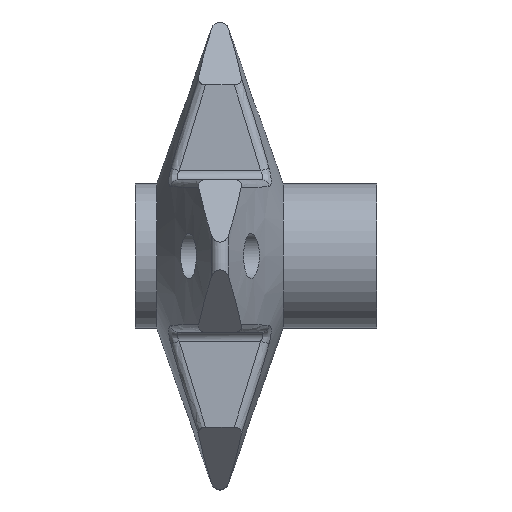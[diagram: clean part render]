
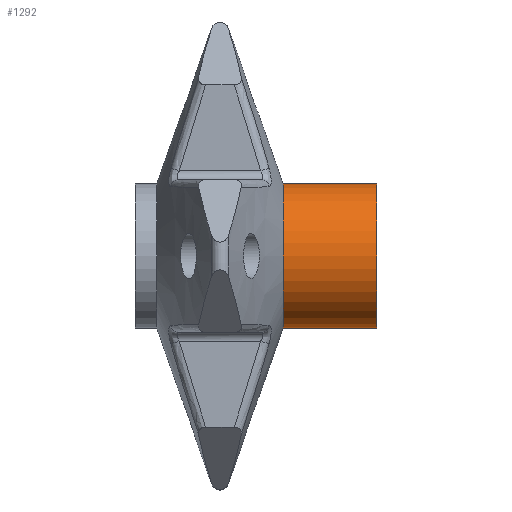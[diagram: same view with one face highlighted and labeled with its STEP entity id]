
A CAD part, left-side view. The second image highlights one B-rep face of the part: STEP entity #1292.
In plain terms, the highlighted cylindrical face has radius 4 mm (diameter 8 mm), a partial arc.
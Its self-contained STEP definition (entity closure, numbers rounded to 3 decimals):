
#88 = CIRCLE ( 'NONE', #1354, 4. ) ;
#205 = DIRECTION ( 'NONE',  ( 0., -1., 0. ) ) ;
#223 = CARTESIAN_POINT ( 'NONE',  ( 0., -37.8, 0. ) ) ;
#314 = FACE_OUTER_BOUND ( 'NONE', #1311, .T. ) ;
#336 = VERTEX_POINT ( 'NONE', #3184 ) ;
#483 = DIRECTION ( 'NONE',  ( 0., 0., 1. ) ) ;
#770 = DIRECTION ( 'NONE',  ( 0., -1., 0. ) ) ;
#773 = CARTESIAN_POINT ( 'NONE',  ( 0., 43., -4. ) ) ;
#870 = LINE ( 'NONE', #2671, #1980 ) ;
#899 = CARTESIAN_POINT ( 'NONE',  ( 0., 43., 0. ) ) ;
#959 = VERTEX_POINT ( 'NONE', #1693 ) ;
#1155 = ORIENTED_EDGE ( 'NONE', *, *, #3355, .T. ) ;
#1172 = CYLINDRICAL_SURFACE ( 'NONE', #3438, 4. ) ;
#1292 = ADVANCED_FACE ( 'NONE', ( #314 ), #1172, .T. ) ;
#1311 = EDGE_LOOP ( 'NONE', ( #1566, #3424, #1155, #3300 ) ) ;
#1354 = AXIS2_PLACEMENT_3D ( 'NONE', #223, #770, #3697 ) ;
#1512 = EDGE_CURVE ( 'NONE', #336, #959, #3681, .T. ) ;
#1566 = ORIENTED_EDGE ( 'NONE', *, *, #3450, .F. ) ;
#1693 = CARTESIAN_POINT ( 'NONE',  ( 0., -43., 4. ) ) ;
#1909 = VERTEX_POINT ( 'NONE', #3269 ) ;
#1980 = VECTOR ( 'NONE', #2989, 1000. ) ;
#1987 = LINE ( 'NONE', #773, #2907 ) ;
#2026 = AXIS2_PLACEMENT_3D ( 'NONE', #3691, #2224, #483 ) ;
#2057 = CARTESIAN_POINT ( 'NONE',  ( 0., -37.8, -4. ) ) ;
#2224 = DIRECTION ( 'NONE',  ( 0., 1., 0. ) ) ;
#2671 = CARTESIAN_POINT ( 'NONE',  ( 0., 43., 4. ) ) ;
#2690 = DIRECTION ( 'NONE',  ( 0., 0., -1. ) ) ;
#2822 = EDGE_CURVE ( 'NONE', #1909, #2987, #88, .T. ) ;
#2907 = VECTOR ( 'NONE', #205, 1000. ) ;
#2987 = VERTEX_POINT ( 'NONE', #2057 ) ;
#2989 = DIRECTION ( 'NONE',  ( 0., -1., 0. ) ) ;
#3184 = CARTESIAN_POINT ( 'NONE',  ( 0., -43., -4. ) ) ;
#3269 = CARTESIAN_POINT ( 'NONE',  ( 0., -37.8, 4. ) ) ;
#3300 = ORIENTED_EDGE ( 'NONE', *, *, #1512, .T. ) ;
#3355 = EDGE_CURVE ( 'NONE', #2987, #336, #1987, .T. ) ;
#3424 = ORIENTED_EDGE ( 'NONE', *, *, #2822, .T. ) ;
#3438 = AXIS2_PLACEMENT_3D ( 'NONE', #899, #3504, #2690 ) ;
#3450 = EDGE_CURVE ( 'NONE', #1909, #959, #870, .T. ) ;
#3504 = DIRECTION ( 'NONE',  ( 0., -1., 0. ) ) ;
#3681 = CIRCLE ( 'NONE', #2026, 4. ) ;
#3691 = CARTESIAN_POINT ( 'NONE',  ( 0., -43., 0. ) ) ;
#3697 = DIRECTION ( 'NONE',  ( 0., 0., 1. ) ) ;
